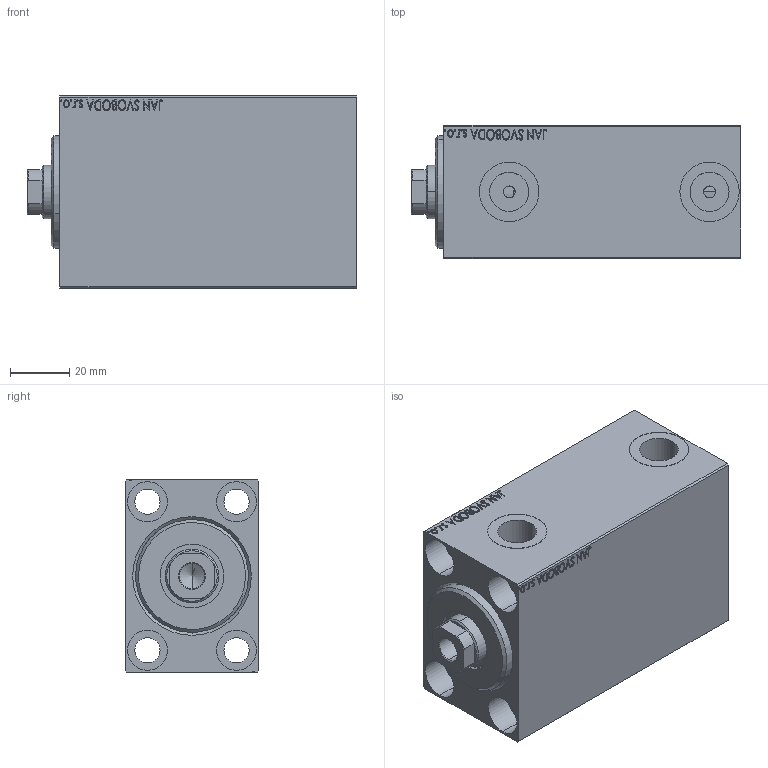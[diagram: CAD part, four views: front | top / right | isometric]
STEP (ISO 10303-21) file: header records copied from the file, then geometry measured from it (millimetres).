
FILE_DESCRIPTION (( 'STEP AP203' ), '1' );
FILE_NAME ('05cc.STEP', '2022-04-17T12:03:10', ( '' ), ( '' ), 'SwSTEP 2.0', 'SolidWorks 2019', '' );
FILE_SCHEMA (( 'CONFIG_CONTROL_DESIGN' ));
Length unit declared in the file: millimetre
Products named in the file (4): V450CM_C_Body 0750fefa8441b7eec7693aaab904f4ce; V450CM_C_VCP 0750fefa8441b7eec7693aaab904f4ce; 05cc; V450CM_VC_B 0750fefa8441b7eec7693aaab904f4ce
Assembly tree (3 placements, depth 2):
  05cc
    V450CM_C_Body 0750fefa8441b7eec7693aaab904f4ce
    V450CM_C_VCP 0750fefa8441b7eec7693aaab904f4ce
    V450CM_VC_B 0750fefa8441b7eec7693aaab904f4ce
Bounding box: 111 x 45 x 65 mm (x, y, z)
Volume: 248152.7 mm3; surface area: 62751.9 mm2
Topology: 3 solids, 3 shells, 879 faces, 2254 edges, 1493 vertices
Faces by surface type: plane 413, bspline 380, cylinder 72, cone 14
Entity records: 44640 total; most frequent: CARTESIAN_POINT 25342, ORIENTED_EDGE 4504, DIRECTION 2634, EDGE_CURVE 2252, VERTEX_POINT 1493, LINE 1320, VECTOR 1320, EDGE_LOOP 1011
